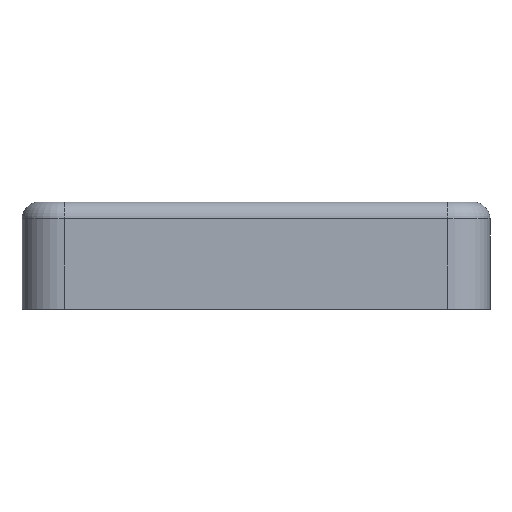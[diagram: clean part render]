
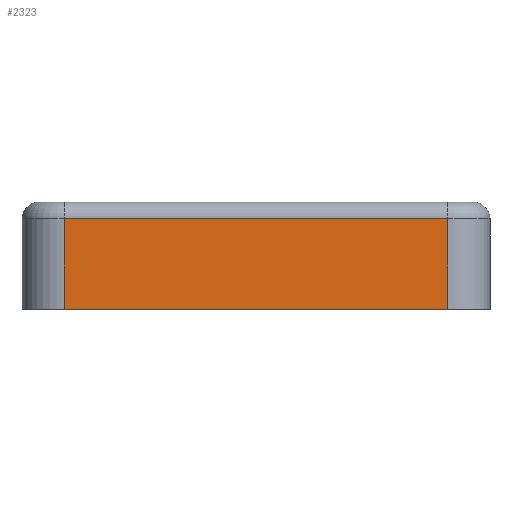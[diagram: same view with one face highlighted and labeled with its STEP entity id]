
A CAD part, top view. The second image highlights one B-rep face of the part: STEP entity #2323.
In plain terms, the highlighted planar face has unit normal (0, 0, 1).
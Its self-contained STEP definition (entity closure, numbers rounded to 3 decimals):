
#21 = LINE ( 'NONE', #247, #2166 ) ;
#192 = DIRECTION ( 'NONE',  ( -1., 0., 0. ) ) ;
#193 = CARTESIAN_POINT ( 'NONE',  ( -6.8, -3.8, 9.1 ) ) ;
#247 = CARTESIAN_POINT ( 'NONE',  ( 6.8, 0., 9.1 ) ) ;
#363 = ORIENTED_EDGE ( 'NONE', *, *, #520, .T. ) ;
#510 = CARTESIAN_POINT ( 'NONE',  ( -6.8, -0.6, 9.1 ) ) ;
#520 = EDGE_CURVE ( 'NONE', #1165, #650, #998, .T. ) ;
#588 = EDGE_CURVE ( 'NONE', #693, #1996, #21, .T. ) ;
#595 = CARTESIAN_POINT ( 'NONE',  ( 6.8, -0.6, 9.1 ) ) ;
#608 = CARTESIAN_POINT ( 'NONE',  ( 6.8, -0.6, 9.1 ) ) ;
#641 = LINE ( 'NONE', #1192, #1124 ) ;
#650 = VERTEX_POINT ( 'NONE', #193 ) ;
#693 = VERTEX_POINT ( 'NONE', #595 ) ;
#715 = ORIENTED_EDGE ( 'NONE', *, *, #2469, .F. ) ;
#753 = EDGE_LOOP ( 'NONE', ( #715, #2349, #2099, #363 ) ) ;
#804 = CARTESIAN_POINT ( 'NONE',  ( -6.8, 0., 9.1 ) ) ;
#871 = VECTOR ( 'NONE', #1440, 1000. ) ;
#998 = LINE ( 'NONE', #804, #871 ) ;
#1044 = PLANE ( 'NONE',  #1949 ) ;
#1077 = DIRECTION ( 'NONE',  ( -1., 0., 0. ) ) ;
#1124 = VECTOR ( 'NONE', #192, 1000. ) ;
#1165 = VERTEX_POINT ( 'NONE', #510 ) ;
#1192 = CARTESIAN_POINT ( 'NONE',  ( 6.8, -3.8, 9.1 ) ) ;
#1259 = FACE_OUTER_BOUND ( 'NONE', #753, .T. ) ;
#1440 = DIRECTION ( 'NONE',  ( 0., -1., 0. ) ) ;
#1631 = CARTESIAN_POINT ( 'NONE',  ( 6.8, -3.8, 9.1 ) ) ;
#1849 = DIRECTION ( 'NONE',  ( -1., 0., 0. ) ) ;
#1949 = AXIS2_PLACEMENT_3D ( 'NONE', #2527, #2081, #1077 ) ;
#1996 = VERTEX_POINT ( 'NONE', #1631 ) ;
#2081 = DIRECTION ( 'NONE',  ( 0., 0., -1. ) ) ;
#2099 = ORIENTED_EDGE ( 'NONE', *, *, #2587, .T. ) ;
#2110 = DIRECTION ( 'NONE',  ( 0., -1., 0. ) ) ;
#2152 = VECTOR ( 'NONE', #1849, 1000. ) ;
#2166 = VECTOR ( 'NONE', #2110, 1000. ) ;
#2323 = ADVANCED_FACE ( 'NONE', ( #1259 ), #1044, .F. ) ;
#2349 = ORIENTED_EDGE ( 'NONE', *, *, #588, .F. ) ;
#2469 = EDGE_CURVE ( 'NONE', #1996, #650, #641, .T. ) ;
#2527 = CARTESIAN_POINT ( 'NONE',  ( 6.8, 0., 9.1 ) ) ;
#2529 = LINE ( 'NONE', #608, #2152 ) ;
#2587 = EDGE_CURVE ( 'NONE', #693, #1165, #2529, .T. ) ;
